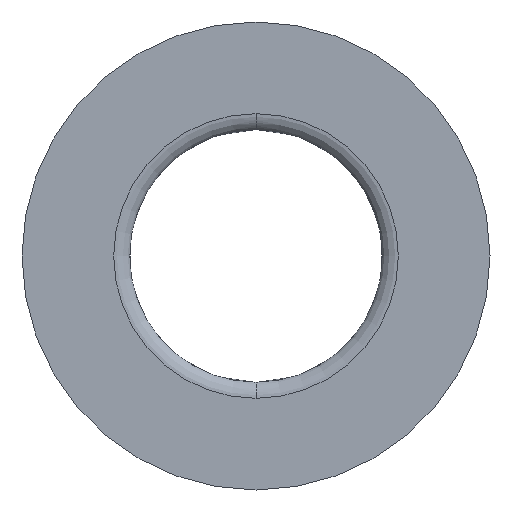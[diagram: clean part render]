
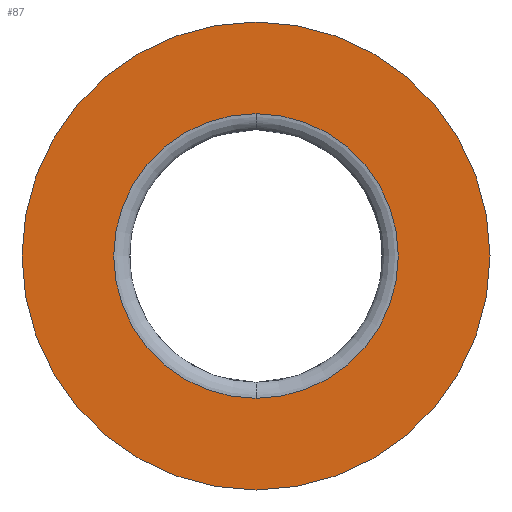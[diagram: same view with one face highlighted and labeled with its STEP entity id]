
A CAD part, front view. The second image highlights one B-rep face of the part: STEP entity #87.
In plain terms, the highlighted planar face has unit normal (0, -1, 0).
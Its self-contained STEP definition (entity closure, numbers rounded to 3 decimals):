
#16 = AXIS2_PLACEMENT_3D ( 'NONE', #322, #55, #121 ) ;
#33 = CARTESIAN_POINT ( 'NONE',  ( 0., 0., 0. ) ) ;
#55 = DIRECTION ( 'NONE',  ( 0., 1., 0. ) ) ;
#64 = VERTEX_POINT ( 'NONE', #277 ) ;
#74 = FACE_BOUND ( 'NONE', #255, .T. ) ;
#79 = AXIS2_PLACEMENT_3D ( 'NONE', #383, #172, #376 ) ;
#87 = ADVANCED_FACE ( 'NONE', ( #74, #267 ), #112, .T. ) ;
#90 = EDGE_CURVE ( 'NONE', #127, #64, #166, .T. ) ;
#92 = ORIENTED_EDGE ( 'NONE', *, *, #113, .F. ) ;
#106 = DIRECTION ( 'NONE',  ( 0., 1., 0. ) ) ;
#112 = PLANE ( 'NONE',  #230 ) ;
#113 = EDGE_CURVE ( 'NONE', #64, #127, #155, .T. ) ;
#121 = DIRECTION ( 'NONE',  ( 0., 0., 1. ) ) ;
#127 = VERTEX_POINT ( 'NONE', #148 ) ;
#134 = VERTEX_POINT ( 'NONE', #340 ) ;
#139 = DIRECTION ( 'NONE',  ( 0., 1., 0. ) ) ;
#148 = CARTESIAN_POINT ( 'NONE',  ( 0., 0., -51. ) ) ;
#155 = CIRCLE ( 'NONE', #276, 51. ) ;
#166 = CIRCLE ( 'NONE', #79, 51. ) ;
#172 = DIRECTION ( 'NONE',  ( 0., 1., 0. ) ) ;
#179 = DIRECTION ( 'NONE',  ( 0., 0., 1. ) ) ;
#187 = AXIS2_PLACEMENT_3D ( 'NONE', #33, #106, #265 ) ;
#190 = CIRCLE ( 'NONE', #16, 31.014 ) ;
#191 = EDGE_CURVE ( 'NONE', #134, #199, #190, .T. ) ;
#197 = ORIENTED_EDGE ( 'NONE', *, *, #394, .T. ) ;
#199 = VERTEX_POINT ( 'NONE', #213 ) ;
#213 = CARTESIAN_POINT ( 'NONE',  ( 0., 0., 31.014 ) ) ;
#230 = AXIS2_PLACEMENT_3D ( 'NONE', #271, #278, #407 ) ;
#255 = EDGE_LOOP ( 'NONE', ( #197, #258 ) ) ;
#258 = ORIENTED_EDGE ( 'NONE', *, *, #191, .T. ) ;
#262 = CIRCLE ( 'NONE', #187, 31.014 ) ;
#265 = DIRECTION ( 'NONE',  ( 0., 0., 1. ) ) ;
#267 = FACE_OUTER_BOUND ( 'NONE', #331, .T. ) ;
#271 = CARTESIAN_POINT ( 'NONE',  ( -51., 0., 0. ) ) ;
#273 = CARTESIAN_POINT ( 'NONE',  ( 0., 0., 0. ) ) ;
#276 = AXIS2_PLACEMENT_3D ( 'NONE', #273, #139, #179 ) ;
#277 = CARTESIAN_POINT ( 'NONE',  ( 0., 0., 51. ) ) ;
#278 = DIRECTION ( 'NONE',  ( 0., -1., 0. ) ) ;
#322 = CARTESIAN_POINT ( 'NONE',  ( 0., 0., 0. ) ) ;
#331 = EDGE_LOOP ( 'NONE', ( #92, #358 ) ) ;
#340 = CARTESIAN_POINT ( 'NONE',  ( 0., 0., -31.014 ) ) ;
#358 = ORIENTED_EDGE ( 'NONE', *, *, #90, .F. ) ;
#376 = DIRECTION ( 'NONE',  ( 0., 0., 1. ) ) ;
#383 = CARTESIAN_POINT ( 'NONE',  ( 0., 0., 0. ) ) ;
#394 = EDGE_CURVE ( 'NONE', #199, #134, #262, .T. ) ;
#407 = DIRECTION ( 'NONE',  ( 0., 0., -1. ) ) ;
